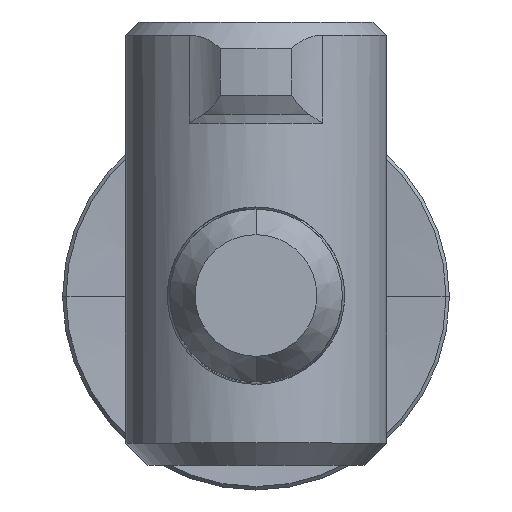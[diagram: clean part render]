
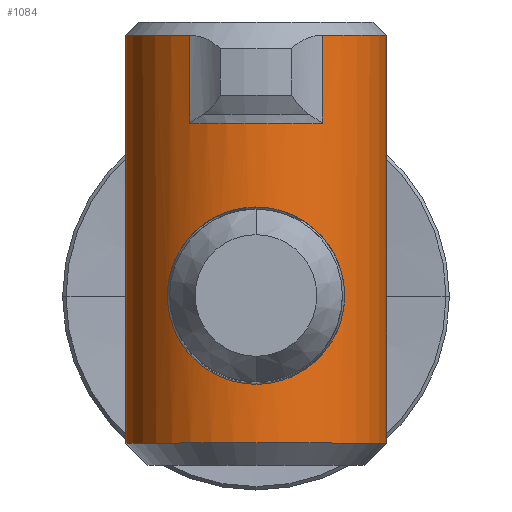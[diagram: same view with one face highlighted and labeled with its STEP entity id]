
A CAD part, top view. The second image highlights one B-rep face of the part: STEP entity #1084.
In plain terms, the highlighted cylindrical face has radius 5.9 mm (diameter 11.8 mm), a partial arc.
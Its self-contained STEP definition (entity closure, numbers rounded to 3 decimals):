
#141=CARTESIAN_POINT('',(5.9,-6.65,15.));
#142=VERTEX_POINT('',#141);
#143=CARTESIAN_POINT('',(-5.9,-6.65,15.));
#144=VERTEX_POINT('',#143);
#152=CARTESIAN_POINT('',(-5.9,11.75,15.));
#153=VERTEX_POINT('',#152);
#154=CARTESIAN_POINT('',(-5.9,-6.65,15.));
#155=DIRECTION('',(0.,1.0,0.));
#156=VECTOR('',#155,18.4);
#157=LINE('',#154,#156);
#158=EDGE_CURVE('',#144,#153,#157,.T.);
#194=CARTESIAN_POINT('',(5.9,11.75,15.));
#195=VERTEX_POINT('',#194);
#203=CARTESIAN_POINT('',(5.9,-6.65,15.));
#204=DIRECTION('',(0.,1.0,0.));
#205=VECTOR('',#204,18.4);
#206=LINE('',#203,#205);
#207=EDGE_CURVE('',#142,#195,#206,.T.);
#356=CARTESIAN_POINT('',(0.,4.,20.9));
#357=VERTEX_POINT('',#356);
#364=CARTESIAN_POINT('',(0.,-4.,20.9));
#365=VERTEX_POINT('',#364);
#366=CARTESIAN_POINT('',(0.,-4.,20.9));
#367=CARTESIAN_POINT('',(-0.274,-4.,20.9));
#368=CARTESIAN_POINT('',(-0.543,-3.972,20.881));
#369=CARTESIAN_POINT('',(-1.068,-3.864,20.809));
#370=CARTESIAN_POINT('',(-1.326,-3.783,20.754));
#371=CARTESIAN_POINT('',(-1.81,-3.577,20.621));
#372=CARTESIAN_POINT('',(-2.038,-3.452,20.542));
#373=CARTESIAN_POINT('',(-2.465,-3.161,20.365));
#374=CARTESIAN_POINT('',(-2.66,-2.998,20.27));
#375=CARTESIAN_POINT('',(-3.016,-2.639,20.075));
#376=CARTESIAN_POINT('',(-3.179,-2.441,19.973));
#377=CARTESIAN_POINT('',(-3.461,-2.021,19.781));
#378=CARTESIAN_POINT('',(-3.582,-1.798,19.69));
#379=CARTESIAN_POINT('',(-3.784,-1.322,19.529));
#380=CARTESIAN_POINT('',(-3.864,-1.067,19.459));
#381=CARTESIAN_POINT('',(-3.972,-0.544,19.364));
#382=CARTESIAN_POINT('',(-4.,-0.272,19.337));
#383=CARTESIAN_POINT('',(-4.,0.277,19.337));
#384=CARTESIAN_POINT('',(-3.972,0.545,19.364));
#385=CARTESIAN_POINT('',(-3.864,1.067,19.459));
#386=CARTESIAN_POINT('',(-3.784,1.322,19.529));
#387=CARTESIAN_POINT('',(-3.582,1.799,19.69));
#388=CARTESIAN_POINT('',(-3.459,2.025,19.783));
#389=CARTESIAN_POINT('',(-3.174,2.448,19.977));
#390=CARTESIAN_POINT('',(-3.014,2.642,20.076));
#391=CARTESIAN_POINT('',(-2.657,3.001,20.272));
#392=CARTESIAN_POINT('',(-2.458,3.166,20.368));
#393=CARTESIAN_POINT('',(-2.035,3.453,20.543));
#394=CARTESIAN_POINT('',(-1.809,3.577,20.621));
#395=CARTESIAN_POINT('',(-1.326,3.783,20.754));
#396=CARTESIAN_POINT('',(-1.067,3.864,20.809));
#397=CARTESIAN_POINT('',(-0.543,3.972,20.881));
#398=CARTESIAN_POINT('',(-0.275,4.,20.9));
#399=CARTESIAN_POINT('',(0.,4.,20.9));
#400=B_SPLINE_CURVE_WITH_KNOTS('',3,(#366,#367,#368,#369,#370,#371,#372,#373,#374,#375,#376,#377,#378,#379,#380,#381,#382,#383,#384,#385,#386,#387,#388,#389,#390,#391,#392,#393,#394,#395,#396,#397,#398,#399),.UNSPECIFIED.,.F.,.U.,(4,2,2,2,2,2,2,2,2,2,2,2,2,2,2,2,4),(0.,0.001,0.002,0.002,0.003,0.004,0.005,0.006,0.006,0.007,0.008,0.009,0.01,0.011,0.011,0.012,0.013),.UNSPECIFIED.);
#401=EDGE_CURVE('',#365,#357,#400,.T.);
#743=CARTESIAN_POINT('',(3.,7.79,20.08));
#744=VERTEX_POINT('',#743);
#754=CARTESIAN_POINT('',(3.,11.75,20.08));
#755=VERTEX_POINT('',#754);
#756=CARTESIAN_POINT('',(3.,11.75,20.08));
#757=DIRECTION('',(0.0,-1.0,0.0));
#758=VECTOR('',#757,3.96);
#759=LINE('',#756,#758);
#760=EDGE_CURVE('',#755,#744,#759,.T.);
#799=CARTESIAN_POINT('',(-3.,7.79,20.08));
#800=VERTEX_POINT('',#799);
#808=CARTESIAN_POINT('',(0.,7.79,15.));
#809=DIRECTION('',(0.0,-1.0,0.0));
#810=DIRECTION('',(1.0,0.0,0.0));
#811=AXIS2_PLACEMENT_3D('',#808,#809,#810);
#812=CIRCLE('',#811,5.9);
#813=EDGE_CURVE('',#744,#800,#812,.T.);
#825=CARTESIAN_POINT('',(-3.,11.75,20.08));
#826=VERTEX_POINT('',#825);
#827=CARTESIAN_POINT('',(-3.,7.79,20.08));
#828=DIRECTION('',(0.0,1.0,0.0));
#829=VECTOR('',#828,3.96);
#830=LINE('',#827,#829);
#831=EDGE_CURVE('',#800,#826,#830,.T.);
#974=CARTESIAN_POINT('',(0.,11.75,15.));
#975=DIRECTION('',(0.0,-1.0,0.0));
#976=DIRECTION('',(1.0,0.0,0.0));
#977=AXIS2_PLACEMENT_3D('',#974,#975,#976);
#978=CIRCLE('',#977,5.9);
#979=EDGE_CURVE('',#826,#153,#978,.T.);
#984=CARTESIAN_POINT('',(0.,11.75,15.));
#985=DIRECTION('',(0.0,-1.0,0.0));
#986=DIRECTION('',(1.0,0.0,0.0));
#987=AXIS2_PLACEMENT_3D('',#984,#985,#986);
#988=CIRCLE('',#987,5.9);
#989=EDGE_CURVE('',#195,#755,#988,.T.);
#1002=CARTESIAN_POINT('',(0.,-6.65,15.));
#1003=DIRECTION('',(0.0,1.0,0.0));
#1004=DIRECTION('',(1.0,0.0,0.0));
#1005=AXIS2_PLACEMENT_3D('',#1002,#1003,#1004);
#1006=CIRCLE('',#1005,5.9);
#1007=EDGE_CURVE('',#144,#142,#1006,.T.);
#1020=CARTESIAN_POINT('',(0.,4.,20.9));
#1021=CARTESIAN_POINT('',(0.275,4.,20.9));
#1022=CARTESIAN_POINT('',(0.543,3.972,20.881));
#1023=CARTESIAN_POINT('',(1.069,3.864,20.808));
#1024=CARTESIAN_POINT('',(1.329,3.782,20.754));
#1025=CARTESIAN_POINT('',(1.812,3.576,20.62));
#1026=CARTESIAN_POINT('',(2.041,3.45,20.541));
#1027=CARTESIAN_POINT('',(2.469,3.158,20.364));
#1028=CARTESIAN_POINT('',(2.664,2.995,20.268));
#1029=CARTESIAN_POINT('',(3.02,2.635,20.072));
#1030=CARTESIAN_POINT('',(3.183,2.436,19.971));
#1031=CARTESIAN_POINT('',(3.465,2.015,19.779));
#1032=CARTESIAN_POINT('',(3.586,1.792,19.687));
#1033=CARTESIAN_POINT('',(3.787,1.314,19.526));
#1034=CARTESIAN_POINT('',(3.867,1.058,19.457));
#1035=CARTESIAN_POINT('',(3.947,0.665,19.386));
#1036=CARTESIAN_POINT('',(3.967,0.532,19.367));
#1037=CARTESIAN_POINT('',(3.994,0.261,19.343));
#1038=CARTESIAN_POINT('',(4.,0.123,19.337));
#1039=CARTESIAN_POINT('',(3.999,-0.288,19.338));
#1040=CARTESIAN_POINT('',(3.97,-0.555,19.365));
#1041=CARTESIAN_POINT('',(3.862,-1.075,19.461));
#1042=CARTESIAN_POINT('',(3.781,-1.33,19.531));
#1043=CARTESIAN_POINT('',(3.579,-1.806,19.693));
#1044=CARTESIAN_POINT('',(3.455,-2.031,19.785));
#1045=CARTESIAN_POINT('',(3.17,-2.453,19.979));
#1046=CARTESIAN_POINT('',(3.01,-2.646,20.079));
#1047=CARTESIAN_POINT('',(2.653,-3.004,20.274));
#1048=CARTESIAN_POINT('',(2.454,-3.169,20.37));
#1049=CARTESIAN_POINT('',(2.032,-3.455,20.544));
#1050=CARTESIAN_POINT('',(1.806,-3.578,20.622));
#1051=CARTESIAN_POINT('',(1.324,-3.784,20.755));
#1052=CARTESIAN_POINT('',(1.065,-3.865,20.809));
#1053=CARTESIAN_POINT('',(0.542,-3.972,20.881));
#1054=CARTESIAN_POINT('',(0.274,-4.,20.9));
#1055=CARTESIAN_POINT('',(0.,-4.,20.9));
#1056=B_SPLINE_CURVE_WITH_KNOTS('',3,(#1020,#1021,#1022,#1023,#1024,#1025,#1026,#1027,#1028,#1029,#1030,#1031,#1032,#1033,#1034,#1035,#1036,#1037,#1038,#1039,#1040,#1041,#1042,#1043,#1044,#1045,#1046,#1047,#1048,#1049,#1050,#1051,#1052,#1053,#1054,#1055),.UNSPECIFIED.,.F.,.U.,(4,2,2,2,2,2,2,2,2,2,2,2,2,2,2,2,2,4),(0.013,0.014,0.015,0.015,0.016,0.017,0.018,0.019,0.019,0.019,0.02,0.021,0.022,0.023,0.023,0.024,0.025,0.026),.UNSPECIFIED.);
#1057=EDGE_CURVE('',#357,#365,#1056,.T.);
#1065=CARTESIAN_POINT('',(0.,-7.65,15.));
#1066=DIRECTION('',(0.,1.0,0.0));
#1067=DIRECTION('',(1.0,0.0,0.0));
#1068=AXIS2_PLACEMENT_3D('',#1065,#1066,#1067);
#1069=CYLINDRICAL_SURFACE('',#1068,5.9);
#1070=ORIENTED_EDGE('',*,*,#158,.F.);
#1071=ORIENTED_EDGE('',*,*,#1007,.T.);
#1072=ORIENTED_EDGE('',*,*,#207,.T.);
#1073=ORIENTED_EDGE('',*,*,#989,.T.);
#1074=ORIENTED_EDGE('',*,*,#760,.T.);
#1075=ORIENTED_EDGE('',*,*,#813,.T.);
#1076=ORIENTED_EDGE('',*,*,#831,.T.);
#1077=ORIENTED_EDGE('',*,*,#979,.T.);
#1078=EDGE_LOOP('',(#1070,#1071,#1072,#1073,#1074,#1075,#1076,#1077));
#1079=FACE_OUTER_BOUND('',#1078,.T.);
#1080=ORIENTED_EDGE('',*,*,#401,.T.);
#1081=ORIENTED_EDGE('',*,*,#1057,.T.);
#1082=EDGE_LOOP('',(#1080,#1081));
#1083=FACE_BOUND('',#1082,.T.);
#1084=ADVANCED_FACE('',(#1079,#1083),#1069,.T.);
